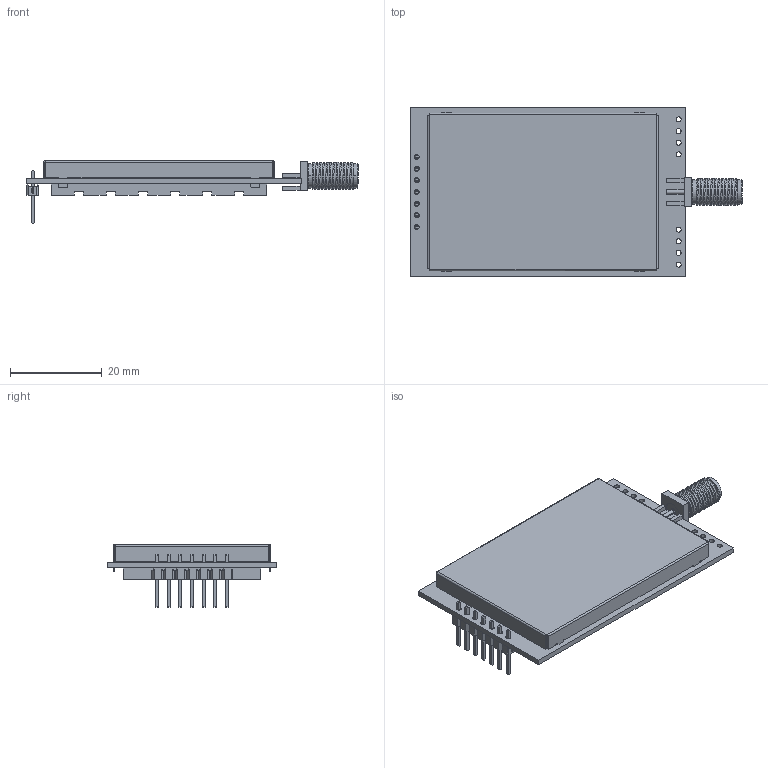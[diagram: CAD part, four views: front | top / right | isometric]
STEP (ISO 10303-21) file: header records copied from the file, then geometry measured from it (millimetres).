
FILE_DESCRIPTION( ('This file contains a STEP AP42 implementation' ,'as created by ZW3D STEP Interface translator.') ,'2;1' );
FILE_NAME( 'E32-433T33D.step' ,'24 6 7.112110', (''), ('ZWCAD Software Co.'), 'Version 1.0', 'ZW3D to STEP translator', '' );
FILE_SCHEMA(('AUTOMOTIVE_DESIGN { 1 0 10303 214 1 1 1 1 }'));
Length unit declared in the file: millimetre
Products named in the file (15): 0; E32-433T33D; Board; rI1x-U2; ABSR1; SOLID; rI1x-U1; PBZ-13; SOLID_1; rI1x-H1; HDR-TH_7P-P2.54-V-M; SOLID_2; rI1x-RF1; SMA-SMD_HJ-SMA716; COMPOUND
Assembly tree (13 placements, depth 4):
  0
  E32-433T33D
    Board
    rI1x-U2
      ABSR1
        SOLID
    rI1x-U1
      PBZ-13
        SOLID_1
    rI1x-H1
      HDR-TH_7P-P2.54-V-M
        SOLID_2
    rI1x-RF1
      SMA-SMD_HJ-SMA716
        COMPOUND
Bounding box: 72.33 x 36.97 x 13.7 mm (x, y, z)
Volume: 6951.7 mm3; surface area: 13777.8 mm2
Topology: 18 solids, 18 shells, 672 faces, 1874 edges, 1295 vertices
Faces by surface type: plane 450, bspline 108, cylinder 104, cone 8, torus 2
Full cylindrical faces by diameter (mm): 1.1 x15
Entity records: 27854 total; most frequent: CARTESIAN_POINT 10152, ORIENTED_EDGE 3764, DIRECTION 2877, EDGE_CURVE 1882, VECTOR 1337, LINE 1337, VERTEX_POINT 1304, EDGE_LOOP 788
